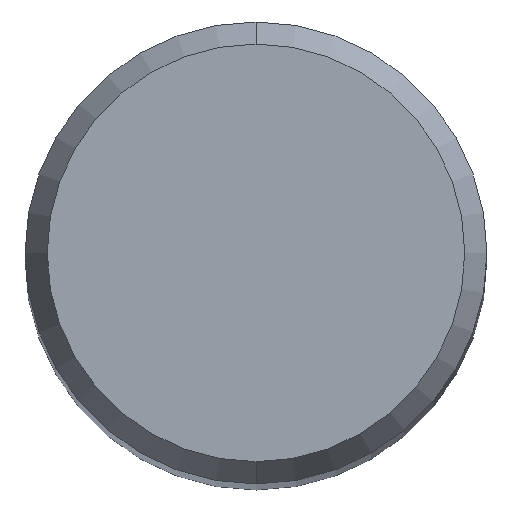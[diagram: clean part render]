
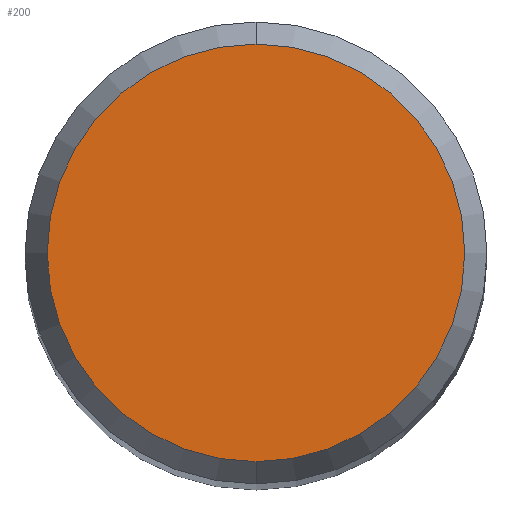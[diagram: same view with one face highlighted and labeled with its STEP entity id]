
A CAD part, top view. The second image highlights one B-rep face of the part: STEP entity #200.
In plain terms, the highlighted planar face has unit normal (0, 0, 1).
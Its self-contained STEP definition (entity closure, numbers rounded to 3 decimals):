
#108=EDGE_CURVE('',#112,#114,#245,.T.);
#112=VERTEX_POINT('',#249);
#114=VERTEX_POINT('',#251);
#130=EDGE_CURVE('',#114,#112,#268,.T.);
#200=ADVANCED_FACE('',(#349),#350,.T.);
#245=CIRCLE('',#396,2.158);
#249=CARTESIAN_POINT('',(0.0,2.158,0.01));
#251=CARTESIAN_POINT('',(0.,-2.158,0.01));
#268=CIRCLE('',#428,2.158);
#349=FACE_OUTER_BOUND('',#527,.T.);
#350=PLANE('',#528);
#396=AXIS2_PLACEMENT_3D('',#552,#553,#554);
#428=AXIS2_PLACEMENT_3D('',#577,#578,#579);
#527=EDGE_LOOP('',(#690,#691));
#528=AXIS2_PLACEMENT_3D('',#692,#693,#694);
#552=CARTESIAN_POINT('',(0.0,0.0,0.01));
#553=DIRECTION('',(0.0,0.0,-1.0));
#554=DIRECTION('',(0.0,1.0,0.0));
#577=CARTESIAN_POINT('',(0.0,0.0,0.01));
#578=DIRECTION('',(0.0,0.0,-1.0));
#579=DIRECTION('',(0.0,1.0,0.0));
#690=ORIENTED_EDGE('',*,*,#108,.F.);
#691=ORIENTED_EDGE('',*,*,#130,.F.);
#692=CARTESIAN_POINT('',(0.0,1.079,0.01));
#693=DIRECTION('',(-0.0,0.0,1.0));
#694=DIRECTION('',(0.0,-1.0,0.0));
